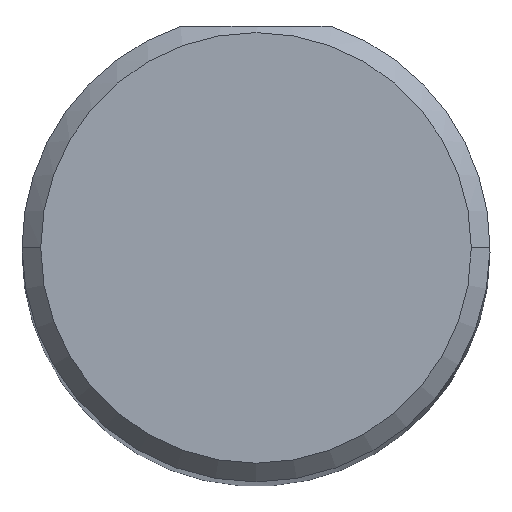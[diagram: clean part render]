
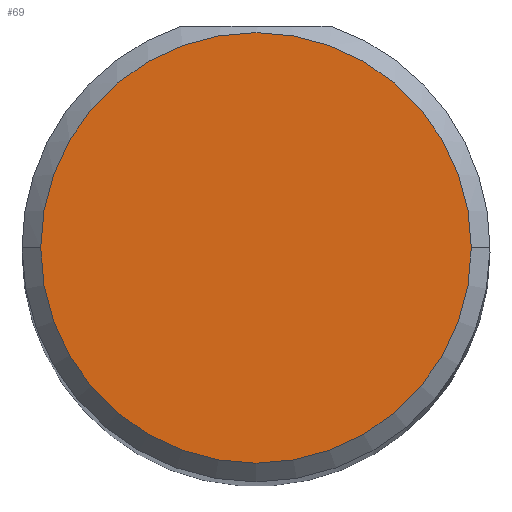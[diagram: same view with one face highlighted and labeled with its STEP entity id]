
A CAD part, top view. The second image highlights one B-rep face of the part: STEP entity #69.
In plain terms, the highlighted planar face has unit normal (0, 0, 1).
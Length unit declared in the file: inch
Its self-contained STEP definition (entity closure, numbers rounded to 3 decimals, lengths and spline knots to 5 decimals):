
#2 = VERTEX_POINT ( 'NONE', #38 ) ;
#38 = CARTESIAN_POINT ( 'NONE',  ( 0.1725, 0., 2.5 ) ) ;
#48 = VERTEX_POINT ( 'NONE', #531 ) ;
#51 = CARTESIAN_POINT ( 'NONE',  ( 0., 0., 2.5 ) ) ;
#63 = CIRCLE ( 'NONE', #374, 0.1725 ) ;
#64 = ORIENTED_EDGE ( 'NONE', *, *, #117, .T. ) ;
#65 = AXIS2_PLACEMENT_3D ( 'NONE', #116, #82, #457 ) ;
#69 = ADVANCED_FACE ( 'NONE', ( #72 ), #329, .T. ) ;
#72 = FACE_OUTER_BOUND ( 'NONE', #524, .T. ) ;
#82 = DIRECTION ( 'NONE',  ( 0., 0., 1. ) ) ;
#116 = CARTESIAN_POINT ( 'NONE',  ( 0., 0., 2.5 ) ) ;
#117 = EDGE_CURVE ( 'NONE', #2, #48, #63, .T. ) ;
#179 = DIRECTION ( 'NONE',  ( 0., 0., 1. ) ) ;
#184 = AXIS2_PLACEMENT_3D ( 'NONE', #261, #179, #338 ) ;
#226 = DIRECTION ( 'NONE',  ( 0., 0., 1. ) ) ;
#261 = CARTESIAN_POINT ( 'NONE',  ( 0., 0., 2.5 ) ) ;
#329 = PLANE ( 'NONE',  #65 ) ;
#338 = DIRECTION ( 'NONE',  ( 1., 0., 0. ) ) ;
#366 = EDGE_CURVE ( 'NONE', #48, #2, #444, .T. ) ;
#374 = AXIS2_PLACEMENT_3D ( 'NONE', #51, #226, #471 ) ;
#444 = CIRCLE ( 'NONE', #184, 0.1725 ) ;
#457 = DIRECTION ( 'NONE',  ( 1., 0., 0. ) ) ;
#471 = DIRECTION ( 'NONE',  ( 1., 0., 0. ) ) ;
#473 = ORIENTED_EDGE ( 'NONE', *, *, #366, .T. ) ;
#524 = EDGE_LOOP ( 'NONE', ( #473, #64 ) ) ;
#531 = CARTESIAN_POINT ( 'NONE',  ( -0.1725, 0., 2.5 ) ) ;
